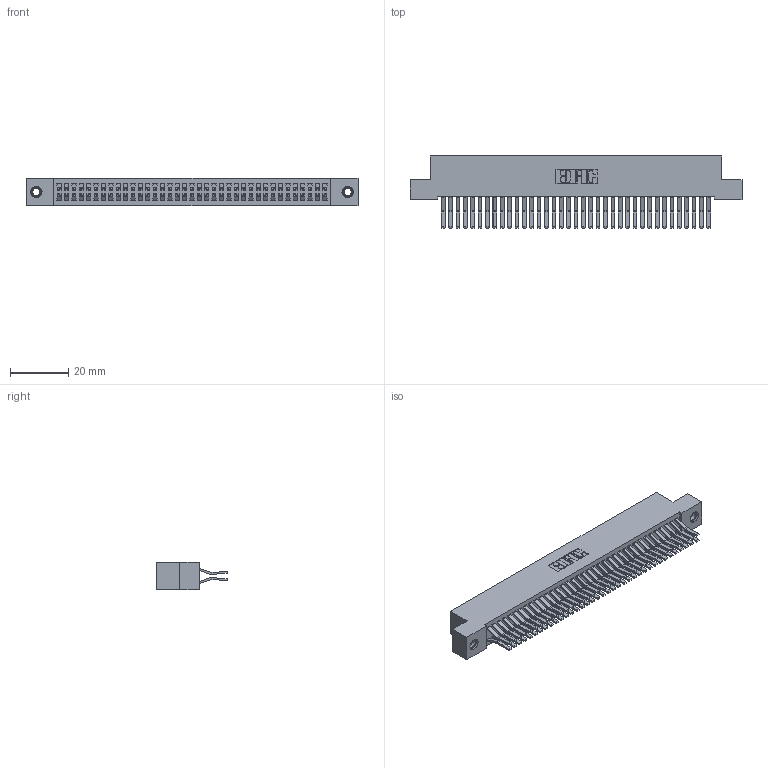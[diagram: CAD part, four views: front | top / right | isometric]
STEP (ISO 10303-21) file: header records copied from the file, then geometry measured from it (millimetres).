
FILE_DESCRIPTION (( 'STEP AP203' ), '1' );
FILE_NAME ('342-074-560-207.STEP', '2018-08-13T11:58:41', ( '' ), ( '' ), 'SwSTEP 2.0', 'SolidWorks 2016', '' );
FILE_SCHEMA (( 'CONFIG_CONTROL_DESIGN' ));
Length unit declared in the file: inch
Products named in the file (4): 342 Part_TI; 345-292-001_560 Tail; 345-250-001_345-250-005-103; 342-074-560-207
Assembly tree (77 placements, depth 2):
  342-074-560-207
    342 Part_TI
    345-292-001_560 Tail  x74
    345-250-001_345-250-005-103  x2
Bounding box: 114.3 x 24.78 x 9.4 mm (x, y, z)
Volume: 10719.3 mm3; surface area: 18515.9 mm2
Topology: 77 solids, 77 shells, 4166 faces, 12349 edges, 8126 vertices
Faces by surface type: plane 2762, cylinder 1388, cone 12, torus 4
Entity records: 25592 total; most frequent: CARTESIAN_POINT 4229, ORIENTED_EDGE 4158, DIRECTION 3657, EDGE_CURVE 2079, VECTOR 1927, LINE 1927, VERTEX_POINT 1380, AXIS2_PLACEMENT_3D 865
